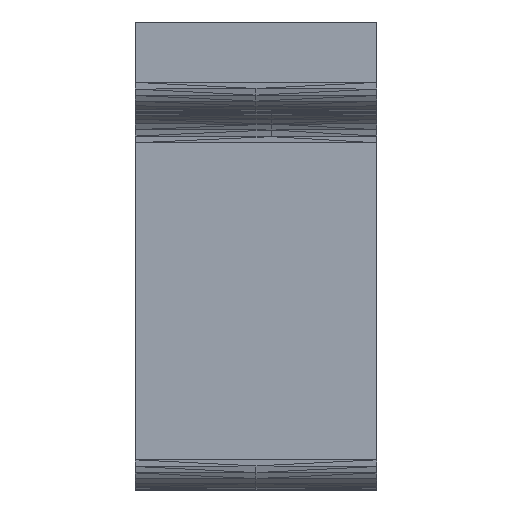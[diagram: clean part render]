
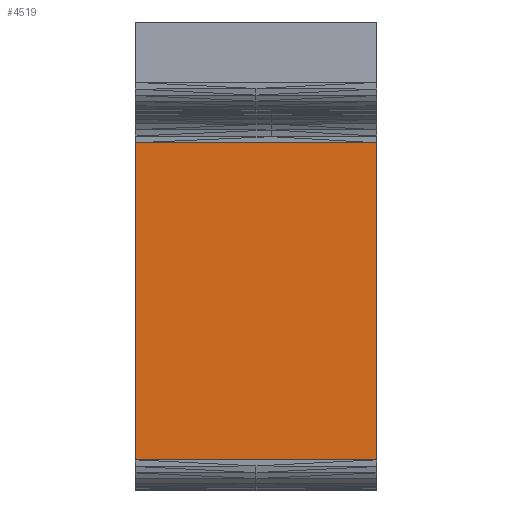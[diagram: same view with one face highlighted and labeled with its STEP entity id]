
A CAD part, left-side view. The second image highlights one B-rep face of the part: STEP entity #4519.
In plain terms, the highlighted planar face has unit normal (-1, 0, 0).
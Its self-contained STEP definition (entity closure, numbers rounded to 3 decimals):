
#1324 = VERTEX_POINT('',#1325);
#1325 = CARTESIAN_POINT('',(9.,8.,-14.5));
#1331 = EDGE_CURVE('',#1332,#1324,#1334,.T.);
#1332 = VERTEX_POINT('',#1333);
#1333 = CARTESIAN_POINT('',(9.,8.,-4.));
#1334 = LINE('',#1335,#1336);
#1335 = CARTESIAN_POINT('',(9.,8.,-4.));
#1336 = VECTOR('',#1337,1.);
#1337 = DIRECTION('',(0.,0.,-1.));
#2295 = VERTEX_POINT('',#2296);
#2296 = CARTESIAN_POINT('',(9.,0.,-14.5));
#2302 = EDGE_CURVE('',#1324,#2295,#2303,.T.);
#2303 = LINE('',#2304,#2305);
#2304 = CARTESIAN_POINT('',(9.,8.,-14.5));
#2305 = VECTOR('',#2306,1.);
#2306 = DIRECTION('',(0.,-1.,0.));
#2775 = VERTEX_POINT('',#2776);
#2776 = CARTESIAN_POINT('',(9.,0.,-4.));
#2783 = EDGE_CURVE('',#1332,#2775,#2784,.T.);
#2784 = LINE('',#2785,#2786);
#2785 = CARTESIAN_POINT('',(9.,8.,-4.));
#2786 = VECTOR('',#2787,1.);
#2787 = DIRECTION('',(0.,-1.,0.));
#4428 = EDGE_CURVE('',#2775,#2295,#4429,.T.);
#4429 = LINE('',#4430,#4431);
#4430 = CARTESIAN_POINT('',(9.,0.,-4.));
#4431 = VECTOR('',#4432,1.);
#4432 = DIRECTION('',(0.,0.,-1.));
#4519 = ADVANCED_FACE('',(#4520),#4526,.T.);
#4520 = FACE_BOUND('',#4521,.T.);
#4521 = EDGE_LOOP('',(#4522,#4523,#4524,#4525));
#4522 = ORIENTED_EDGE('',*,*,#2783,.F.);
#4523 = ORIENTED_EDGE('',*,*,#1331,.T.);
#4524 = ORIENTED_EDGE('',*,*,#2302,.T.);
#4525 = ORIENTED_EDGE('',*,*,#4428,.F.);
#4526 = PLANE('',#4527);
#4527 = AXIS2_PLACEMENT_3D('',#4528,#4529,#4530);
#4528 = CARTESIAN_POINT('',(9.,4.,-9.25));
#4529 = DIRECTION('',(-1.,-0.,-0.));
#4530 = DIRECTION('',(0.,0.,-1.));
